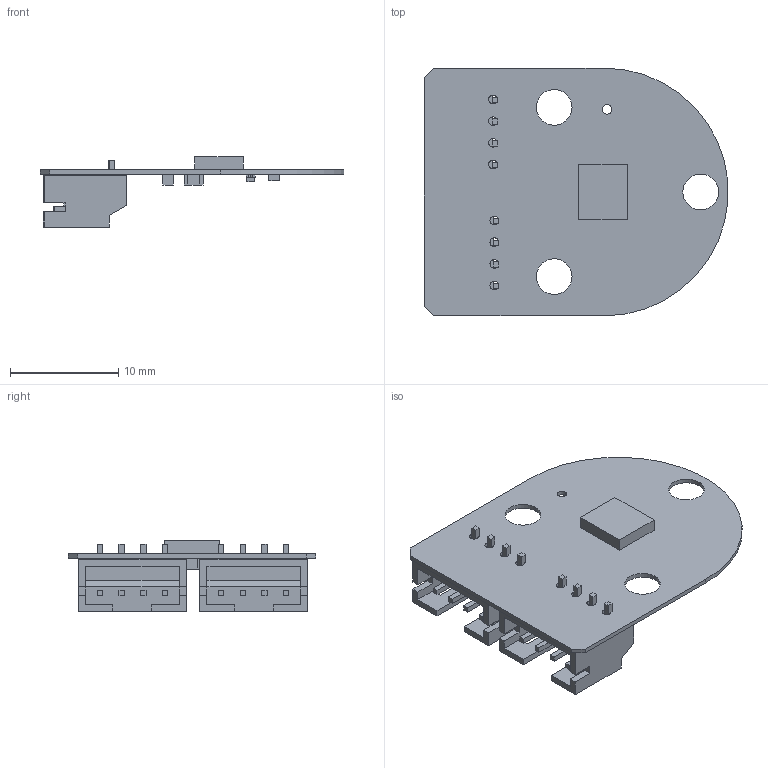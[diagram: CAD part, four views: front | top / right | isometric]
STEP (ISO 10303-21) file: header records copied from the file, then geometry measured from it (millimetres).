
FILE_DESCRIPTION (( 'STEP AP203' ), '1' );
FILE_NAME ('AS5048B_Breakout.step', '2016-11-15T08:31:56', ( '' ), ( '' ), 'SwSTEP 2.0', 'SolidWorks 2015', '' );
FILE_SCHEMA (( 'CONFIG_CONTROL_DESIGN' ));
Length unit declared in the file: millimetre
Products named in the file (30): AS5048B_Breakout; Polarity_Mark; C2; 774649208; JP1; Extruded_3; 774649888; Extruded_4; C3; 774649480; base; cover; Extruded; WL-SMCW_0603_LED; Extruded_6; Extruded_7; D1; 774649344; 774649752; Board; Extruded_5; 774649616; R1; C1; 774649072; S4B-PH-K-S_RGB16777215; JP2; Extruded_2; U1; housing
Assembly tree (37 placements, depth 4):
  AS5048B_Breakout
    Board
    R1
      774649752  x2
        Extruded
      774649888
        Extruded_2
    D1
      WL-SMCW_0603_LED
        housing
        cover
        base  x2
        Polarity_Mark
    U1
      774649616
        Extruded_3
    JP2
      S4B-PH-K-S_RGB16777215
    JP1
      S4B-PH-K-S_RGB16777215
    C2
      774649208  x2
        Extruded_4
      774649072
        Extruded_5
    C1
      774649344
        Extruded_6
      774649480  x2
        Extruded_7
    C3
      774649072
        Extruded_5
      774649208  x2
        Extruded_4
Bounding box: 28.03 x 22.86 x 6.51 mm (x, y, z)
Volume: 564.3 mm3; surface area: 2162.3 mm2
Topology: 21 solids, 21 shells, 346 faces, 872 edges, 569 vertices
Faces by surface type: plane 297, cylinder 45, bspline 4
Entity records: 9998 total; most frequent: CARTESIAN_POINT 1242, DIRECTION 1140, ORIENTED_EDGE 1078, EDGE_CURVE 539, LINE 458, VECTOR 458, VERTEX_POINT 351, AXIS2_PLACEMENT_3D 341
